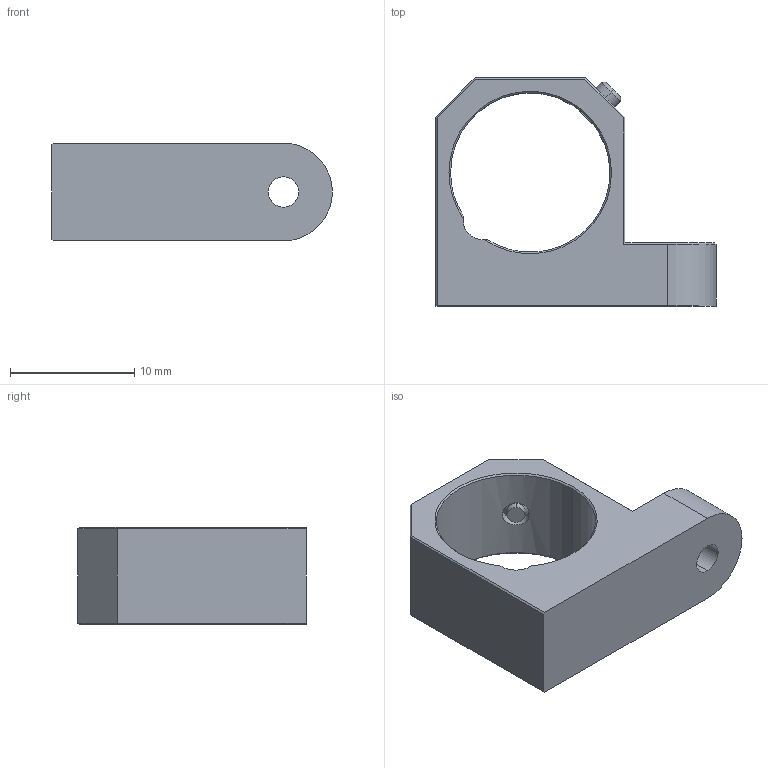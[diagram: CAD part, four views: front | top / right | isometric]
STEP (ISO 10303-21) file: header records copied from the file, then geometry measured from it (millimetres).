
FILE_DESCRIPTION (( 'STEP AP214' ), '1' );
FILE_NAME ('16550-E0W.step', '2007-11-13T13:25:22', ( ' ' ), ( ' ' ), 'SwSTEP 2.0', 'SolidWorks 2007', '' );
FILE_SCHEMA (( 'AUTOMOTIVE_DESIGN' ));
Length unit declared in the file: inch
Products named in the file (1): 16550-E0W
Bounding box: 22.61 x 18.36 x 7.87 mm (x, y, z)
Surface area: 1312.2 mm2 (no closed solid volume)
Topology: 0 solids, 2 shells, 52 faces, 124 edges, 76 vertices
Faces by surface type: plane 28, cylinder 13, cone 11
Entity records: 2208 total; most frequent: CARTESIAN_POINT 299, DIRECTION 257, ORIENTED_EDGE 240, EDGE_CURVE 124, AXIS2_PLACEMENT_3D 86, LINE 85, VECTOR 85, VERTEX_POINT 76
